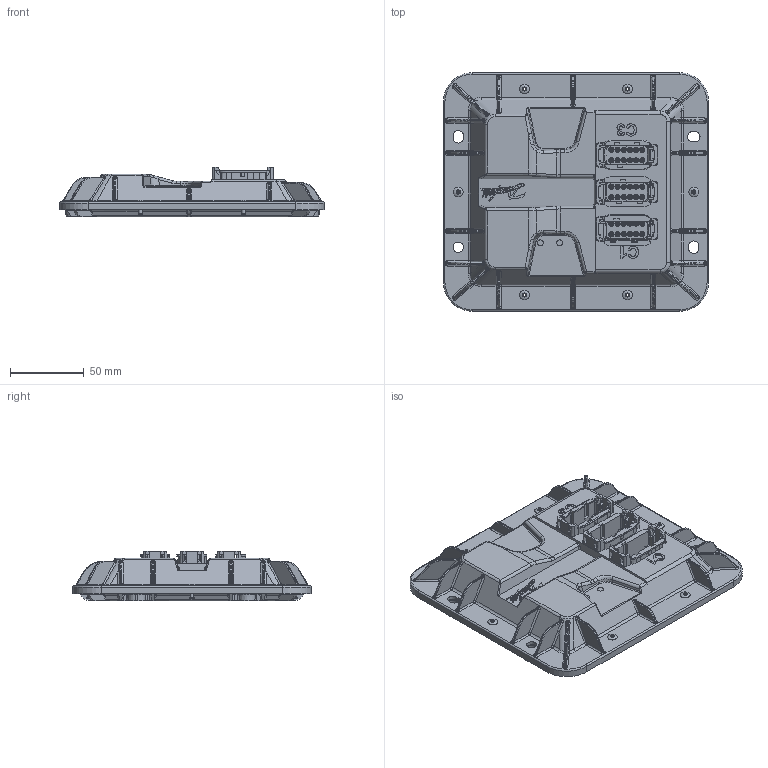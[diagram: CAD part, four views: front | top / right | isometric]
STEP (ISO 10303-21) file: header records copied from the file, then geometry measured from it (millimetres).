
FILE_DESCRIPTION(/* description */ (''),/* implementation_level */ '2;1');
FILE_NAME(/* name */ 'ASSY PC036.stp',/* time_stamp */ '2023-02-28T10:24:38-06:00',/* author */ (''),/* organization */ (''),/* preprocessor_version */ 'ST-DEVELOPER v18.102',/* originating_system */ 'SIEMENS PLM Software NX 2000',/* authorisation */ '');
FILE_SCHEMA (('AUTOMOTIVE_DESIGN { 1 0 10303 214 3 1 1 1 }'));
Products named in the file (11): MD00272097_01_1-pc036-top housing-light-pipe; MD00271902_03_1-proto-3-top-housing-rev-2; MD00254322_01_1-SLEEVE-DEUTSCH 12P_1011-054-1205_; MD91002245_001_1-SLEEVE-DEUTSCH 12P_1011-053-1205; MD91002244_A_2-SLEEVE-DEUTSCH 12P_1011-052-1205 GRAY_; MD00251486_01_1-SEAL 12 PIN; MD91024869_A2_1-SEAL-DEUTSCH-12 PIN DTM; MD00272368_05_1-PC036-bottom-housing-proto-3; MD00272122_A_1-speed-rivet-adf-0412; MD00272120_A_1-PC036-top-housing-assy-proto-3; MD00299521_A_1-ASSY PC036 SPEC DRAWING
Assembly tree (20 placements, depth 3):
  MD00299521_A_1-ASSY PC036 SPEC DRAWING
    MD00272120_A_1-PC036-top-housing-assy-proto-3
      MD00271902_03_1-proto-3-top-housing-rev-2
      MD00272097_01_1-pc036-top housing-light-pipe  x2
    MD00272122_A_1-speed-rivet-adf-0412  x6
    MD00272368_05_1-PC036-bottom-housing-proto-3
    MD91024869_A2_1-SEAL-DEUTSCH-12 PIN DTM  x3
    MD00251486_01_1-SEAL 12 PIN  x3
    MD91002244_A_2-SLEEVE-DEUTSCH 12P_1011-052-1205 GRAY_
    MD91002245_001_1-SLEEVE-DEUTSCH 12P_1011-053-1205
    MD00254322_01_1-SLEEVE-DEUTSCH 12P_1011-054-1205_
Bounding box: 180 x 162 x 33.71 mm (x, y, z)
Volume: 182522.7 mm3; surface area: 181511.2 mm2
Topology: 19 solids, 19 shells, 3949 faces, 11049 edges, 8824 vertices
Faces by surface type: plane 1690, cylinder 1018, bspline 539, cone 377, torus 119, revolution 96, extrusion 94, sphere 16
Full cylindrical faces by diameter (mm): 1.6 x6, 2.2 x6, 2.5 x36, 2.8 x2, 3.2 x6, 3.3 x6, 3.5 x36, 4 x4, 6.6 x6, 7 x1
Entity records: 118450 total; most frequent: CARTESIAN_POINT 33222, DIRECTION 15864, ORIENTED_EDGE 15436, EDGE_CURVE 7718, AXIS2_PLACEMENT_3D 5493, VECTOR 4846, VERTEX_POINT 4832, LINE 4776
